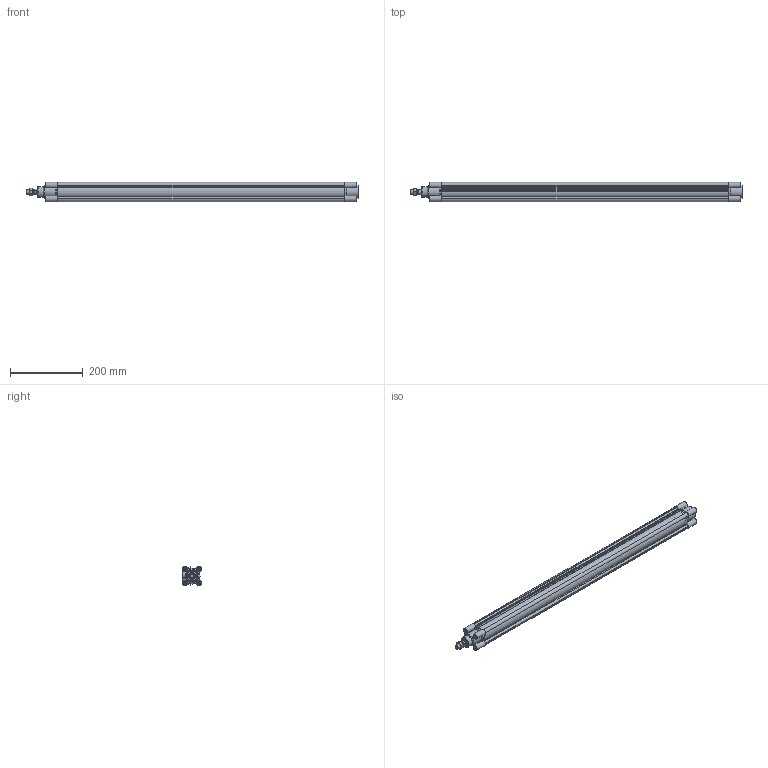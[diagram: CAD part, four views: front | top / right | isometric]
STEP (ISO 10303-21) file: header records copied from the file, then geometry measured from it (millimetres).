
FILE_DESCRIPTION(/* description */ ('STEP AP214'),/* implementation_level */ '2;1');
FILE_NAME(/* name */ '1390.40.750.01(00)',/* time_stamp */ '2022-06-20T15:25:19+02:00',/* author */ ('License CC BY-ND 4.0'),/* organization */ ('CADENAS'),/* preprocessor_version */ 'ST-DEVELOPER v18.102',/* originating_system */ 'PARTsolutions',/* authorisation */ ' ');
FILE_SCHEMA (('AP203_CONFIGURATION_CONTROLLED_3D_DESIGN_OF_MECHANICAL_PARTS_AND_ASSEMBLIES_MIM_LF { 1 0 10303 203 3 1 4 }','FEATURE_BASED_PROCESS_PLANNING','MODEL_BASED_INTEGRATED_MANUFACTURING_SCHEMA','PROCESS_PLANNING_SCHEMA','AP242_MANAGED_MODEL_BASED_3D_ENGINEERING_MIM_LF { 1 0 10303 442 1 1 4 }','AUTOMOTIVE_DESIGN {1 0 10303 214 3 1 1}'));
Length unit declared in the file: millimetre
Products named in the file (6): 1390.40.750.01(00); 1320.40.18F; 407500_piston; 40-right_head; 407500CI457.5; 40_left_head
Assembly tree (5 placements, depth 2):
  1390.40.750.01(00)
    1320.40.18F
    407500_piston
    40-right_head
    407500CI457.5
    40_left_head
Bounding box: 913 x 54 x 54 mm (x, y, z)
Volume: 861413.6 mm3; surface area: 505633.2 mm2
Topology: 5 solids, 5 shells, 358 faces, 862 edges, 546 vertices
Faces by surface type: plane 234, cylinder 89, cone 34, torus 1
Full cylindrical faces by diameter (mm): 4.917 x8, 5.6 x4, 8 x2, 10 x8, 10.5 x8, 10.647 x1, 10.8 x1, 11.445 x2, 12 x1, 15.5 x1, 16 x2, 30 x1, 35 x2, 40 x4
Entity records: 10251 total; most frequent: CARTESIAN_POINT 1886, DIRECTION 1736, ORIENTED_EDGE 1590, EDGE_CURVE 795, AXIS2_PLACEMENT_3D 629, VERTEX_POINT 541, LINE 478, VECTOR 478
